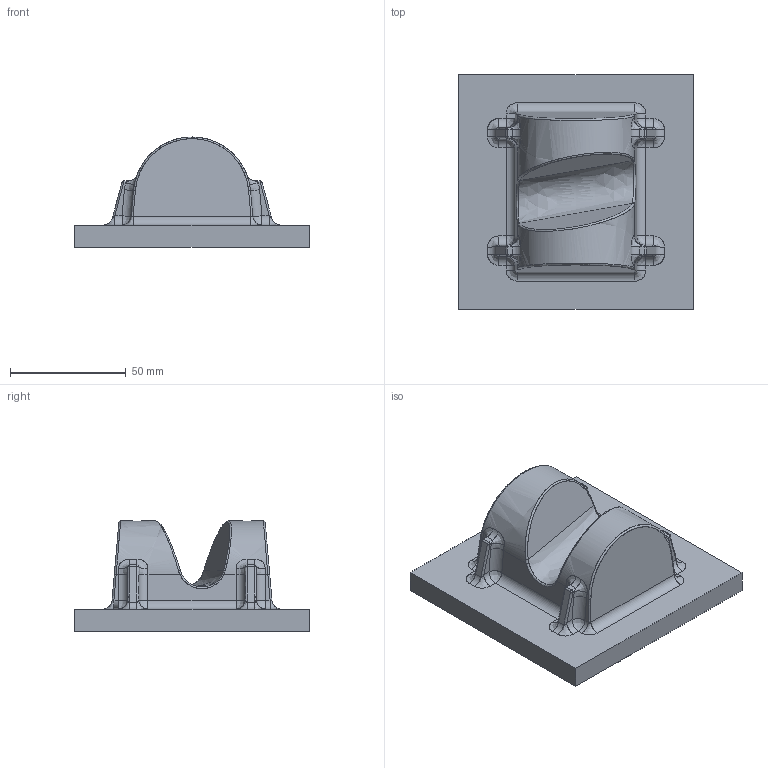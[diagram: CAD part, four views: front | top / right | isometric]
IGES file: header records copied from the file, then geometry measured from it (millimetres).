
Start section: assignment for solid
Global section: file name: ASSIGN-S.MCX; native system: MASTERCAM; preprocessor: 1; date: 001010.043218; units: millimetre
Bounding box: 101.6 x 101.6 x 47.62 mm (x, y, z)
Surface area: 32132.5 mm2 (no closed solid volume)
Topology: 0 solids, 0 shells, 143 faces, 2314 edges, 2314 vertices
Faces by surface type: bspline 143
